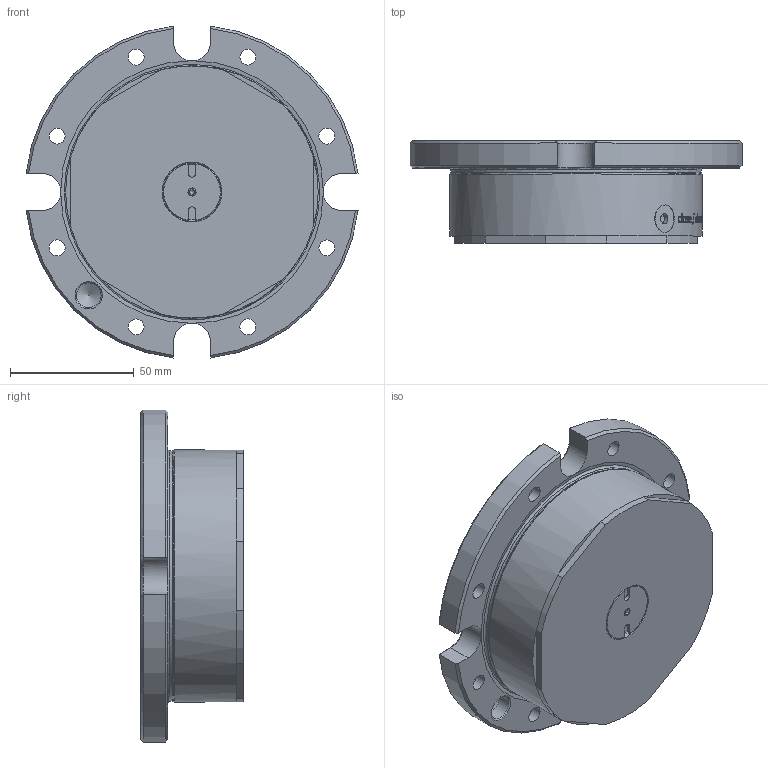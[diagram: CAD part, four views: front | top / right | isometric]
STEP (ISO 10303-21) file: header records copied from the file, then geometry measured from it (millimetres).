
FILE_DESCRIPTION(/* description */ (''),/* implementation_level */ '2;1');
FILE_NAME(/* name */ 'ZERO_POINT.stp',/* time_stamp */ '2018-02-02T11:25:03+01:00',/* author */ ('PC'),/* organization */ (''),/* preprocessor_version */ 'ST-DEVELOPER v16.13',/* originating_system */ 'Autodesk Inventor 2018',/* authorisation */ '');
FILE_SCHEMA (('AUTOMOTIVE_DESIGN { 1 0 10303 214 3 1 1 }'));
Products named in the file (1): ZERO_POINT
Bounding box: 134.16 x 41.4 x 134.16 mm (x, y, z)
Volume: 355921.6 mm3; surface area: 48884 mm2
Topology: 1 solids, 1 shells, 1359 faces, 3656 edges, 2417 vertices
Faces by surface type: plane 674, bspline 519, cylinder 109, cone 38, sphere 14, torus 5
Full cylindrical faces by diameter (mm): 2 x6, 3 x4, 3.242 x1, 4.134 x2, 6.4 x8, 9 x1, 10 x1, 11 x10, 19 x1, 40.7 x1, 42 x1, 88 x1, 102 x1
Entity records: 50177 total; most frequent: CARTESIAN_POINT 18734, ORIENTED_EDGE 7062, DIRECTION 4435, EDGE_CURVE 3531, VERTEX_POINT 2372, LINE 2083, VECTOR 2083, EDGE_LOOP 1573
